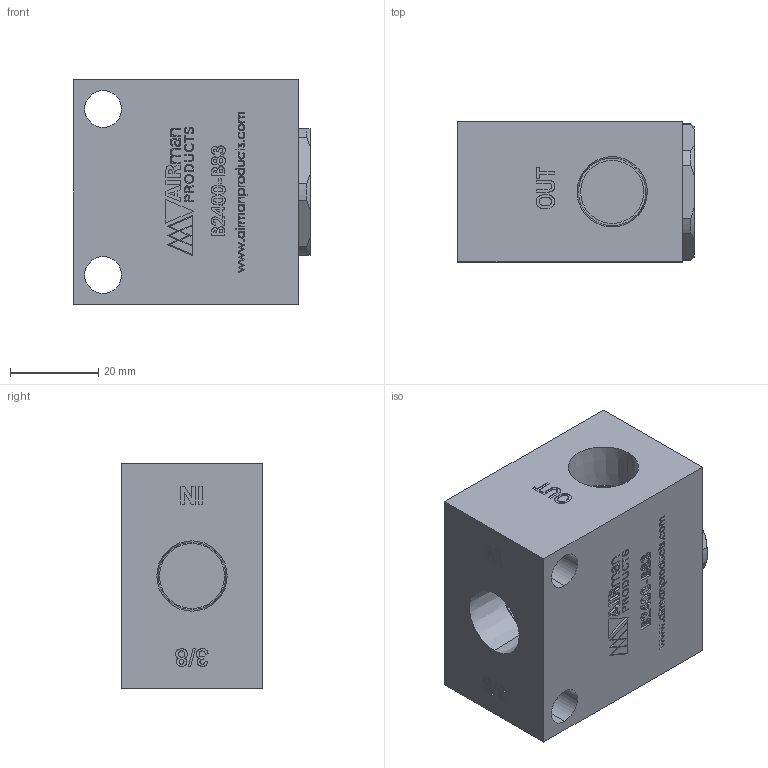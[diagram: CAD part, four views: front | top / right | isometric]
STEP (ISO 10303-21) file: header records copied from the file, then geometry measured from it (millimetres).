
FILE_DESCRIPTION (( 'STEP AP214' ), '1' );
FILE_NAME ('B2400-B83-QUICK-EXHAUST-.38-NPT.STEP', '2021-07-30T11:53:05', ( '' ), ( '' ), 'SwSTEP 2.0', 'SolidWorks 2018', '' );
FILE_SCHEMA (( 'AUTOMOTIVE_DESIGN' ));
Length unit declared in the file: inch
Products named in the file (1): B2400-B83-QUICK-EXHAUST-.38-NPT
Bounding box: 53.47 x 31.75 x 50.8 mm (x, y, z)
Volume: 72938.4 mm3; surface area: 16084.7 mm2
Topology: 2 solids, 2 shells, 1517 faces, 4032 edges, 2688 vertices
Faces by surface type: plane 865, bspline 612, cylinder 26, cone 14
Entity records: 94398 total; most frequent: CARTESIAN_POINT 41078, ORIENTED_EDGE 8064, DIRECTION 4686, EDGE_CURVE 4032, VECTOR 2710, LINE 2710, VERTEX_POINT 2688, EDGE_LOOP 1692
